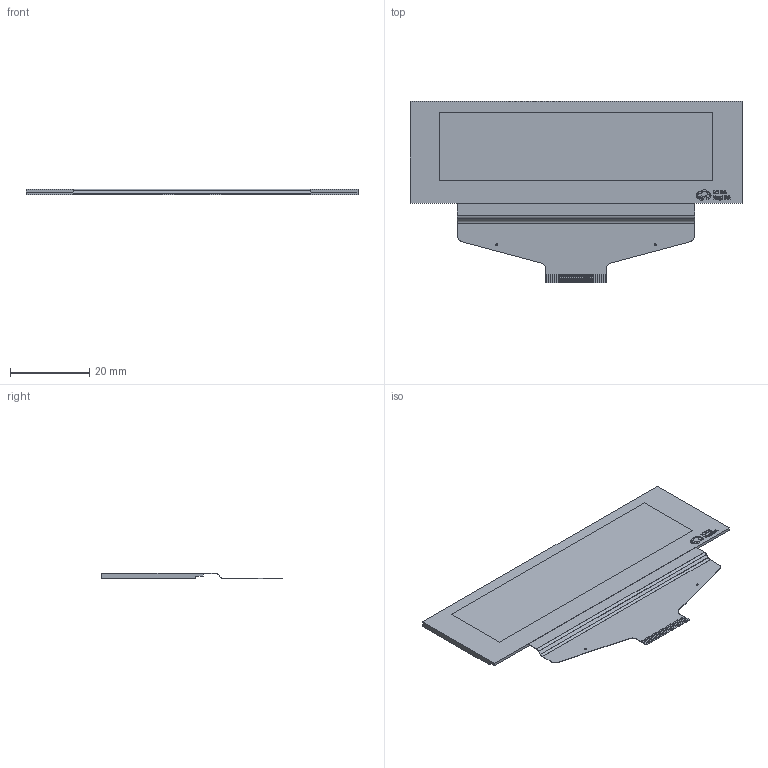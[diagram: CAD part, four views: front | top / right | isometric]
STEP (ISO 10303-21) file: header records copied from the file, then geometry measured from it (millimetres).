
FILE_DESCRIPTION (( 'STEP AP214' ), '1' );
FILE_NAME ('OLED-SMD-L84.0-W25.8-H2.0_UG-5664ALBDF01.step', '2022-07-08T13:36:43', ( '' ), ( '' ), 'SwSTEP 2.0', 'SolidWorks 2020', '' );
FILE_SCHEMA (( 'AUTOMOTIVE_DESIGN' ));
Length unit declared in the file: millimetre
Products named in the file (1): OLED-SMD-L84.0-W25.8-H2.0_UG-5664ALBDF01
Bounding box: 84 x 45.81 x 1.42 mm (x, y, z)
Volume: 3005.8 mm3; surface area: 6436.8 mm2
Topology: 2 solids, 2 shells, 566 faces, 1623 edges, 1080 vertices
Faces by surface type: plane 440, bspline 112, cylinder 14
Entity records: 25046 total; most frequent: CARTESIAN_POINT 5386, ORIENTED_EDGE 3246, DIRECTION 2329, EDGE_CURVE 1623, LINE 1363, VECTOR 1363, VERTEX_POINT 1080, EDGE_LOOP 593
